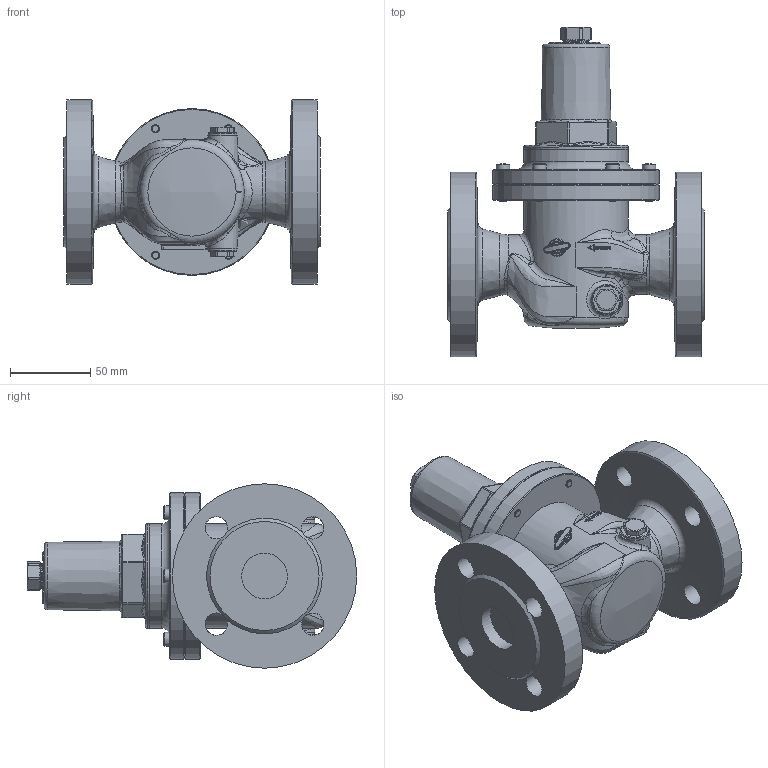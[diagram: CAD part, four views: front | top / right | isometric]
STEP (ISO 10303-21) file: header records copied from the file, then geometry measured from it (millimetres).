
FILE_DESCRIPTION(/* description */ (''),/* implementation_level */ '2;1');
FILE_NAME(/* name */ '085004.stp',/* time_stamp */ '2024-01-23T08:28:31+01:00',/* author */ ('gninka'),/* organization */ (''),/* preprocessor_version */ 'ST-DEVELOPER v19',/* originating_system */ 'Autodesk Inventor 2023',/* authorisation */ '');
FILE_SCHEMA (('AUTOMOTIVE_DESIGN { 1 0 10303 214 3 1 1 }'));
Products named in the file (1): 085004-56330.20240123_step
Bounding box: 160 x 205.48 x 115 mm (x, y, z)
Volume: 1007756.1 mm3; surface area: 114206.3 mm2
Topology: 1 solids, 3 shells, 622 faces, 1696 edges, 1093 vertices
Faces by surface type: bspline 249, plane 173, cylinder 102, cone 54, torus 35, sphere 9
Full cylindrical faces by diameter (mm): 2 x1, 5 x7, 8.5 x6, 10 x1, 10.2 x1, 14 x8, 15 x1, 18 x2, 28.5 x2, 65 x2, 104 x2, 115 x2
Entity records: 37650 total; most frequent: CARTESIAN_POINT 24135, ORIENTED_EDGE 3350, DIRECTION 2011, EDGE_CURVE 1675, VERTEX_POINT 1090, AXIS2_PLACEMENT_3D 840, B_SPLINE_CURVE_WITH_KNOTS 788, EDGE_LOOP 671
